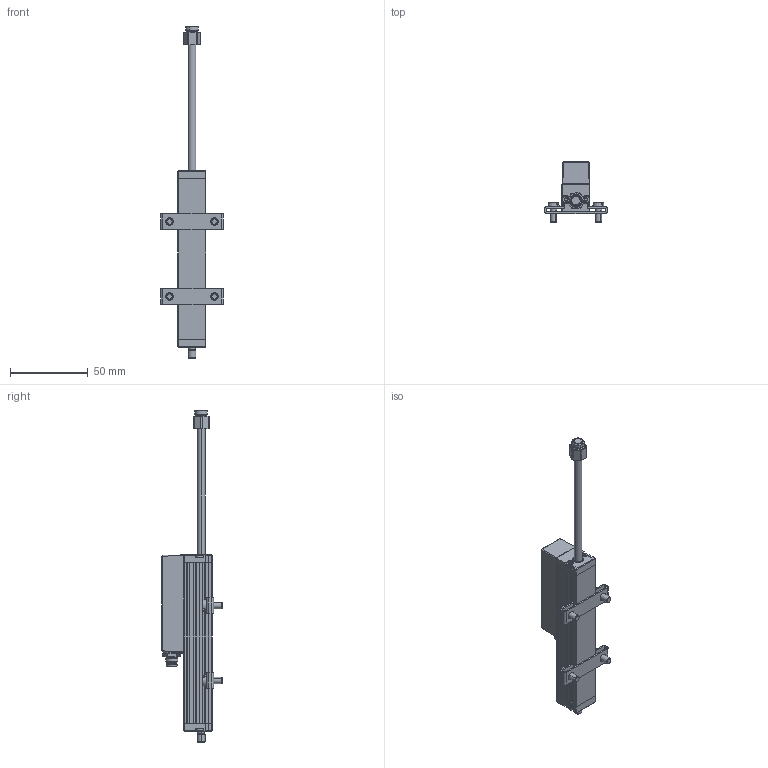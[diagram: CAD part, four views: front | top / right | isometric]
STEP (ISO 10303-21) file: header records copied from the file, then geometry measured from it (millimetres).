
FILE_DESCRIPTION (( 'STEP AP214' ), '1' );
FILE_NAME ('TE1-0075-101-411-101_ausgefahren.STEP', '2014-02-19T06:54:04', ( 'dummy' ), ( 'Hewlett-Packard Company' ), 'SwSTEP 2.0', 'SolidWorks 2013', '' );
FILE_SCHEMA (( 'AUTOMOTIVE_DESIGN' ));
Length unit declared in the file: millimetre
Products named in the file (1): TE1-0075-101-411-101_ausgefahren
Bounding box: 40.19 x 38.85 x 213 mm (x, y, z)
Surface area: 21631.3 mm2 (no closed solid volume)
Topology: 0 solids, 34 shells, 566 faces, 1794 edges, 1209 vertices
Faces by surface type: plane 245, cylinder 207, cone 60, torus 37, sphere 13, bspline 4
Entity records: 26169 total; most frequent: CARTESIAN_POINT 4161, DIRECTION 3560, ORIENTED_EDGE 2806, EDGE_CURVE 1785, AXIS2_PLACEMENT_3D 1302, VERTEX_POINT 1209, LINE 956, VECTOR 956
